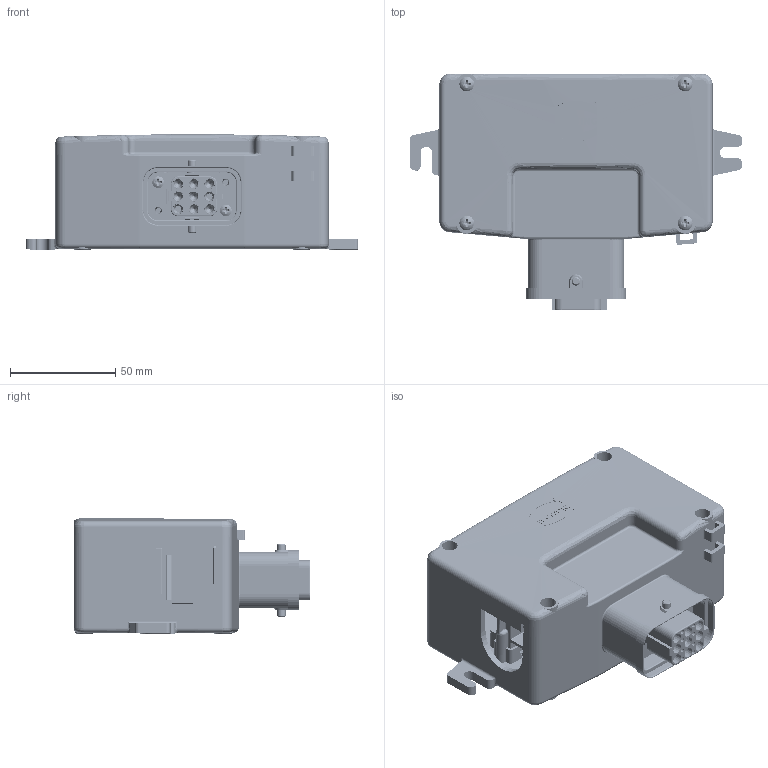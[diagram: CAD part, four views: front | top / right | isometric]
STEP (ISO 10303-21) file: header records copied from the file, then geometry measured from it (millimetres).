
FILE_DESCRIPTION(/* description */ (''),/* implementation_level */ '2;1');
FILE_NAME(/* name */ '100095505ugm000_b.stp',/* time_stamp */ '2016-11-23T08:21:38+01:00',/* author */ (''),/* organization */ (''),/* preprocessor_version */ 'ST-DEVELOPER v16',/* originating_system */ 'SIEMENS PLM Software NX 10.0',/* authorisation */ '');
FILE_SCHEMA (('AUTOMOTIVE_DESIGN { 1 0 10303 214 3 1 1 1 }'));
Products named in the file (1): 100095505ugm000_b
Bounding box: 158 x 112.6 x 55 mm (x, y, z)
Volume: 169920 mm3; surface area: 161823.9 mm2
Topology: 2 solids, 10 shells, 5942 faces, 17492 edges, 11654 vertices
Faces by surface type: plane 3251, cylinder 1680, bspline 677, cone 215, extrusion 97, sphere 22
Full cylindrical faces by diameter (mm): 0.8 x7, 1.342 x1, 1.4 x2, 1.5 x6, 1.65 x4, 1.8 x7, 1.9 x4, 1.969 x1, 2 x8, 2.17 x40, 2.3 x1, 2.4 x5, 2.5 x9, 2.8 x9, 2.85 x7, 3.05 x7, 3.4 x4, 3.5 x4, 3.9 x7, 4 x2, 4.2 x4, 4.5 x14, 4.6 x9, 4.989 x4, 5 x14, 5.6 x2, 6.5 x7, 6.7 x7, 7 x4, 7.4 x4
Entity records: 274947 total; most frequent: CARTESIAN_POINT 82275, ORIENTED_EDGE 33220, DIRECTION 29037, EDGE_CURVE 16610, VERTEX_POINT 10992, VECTOR 9743, AXIS2_PLACEMENT_3D 9647, LINE 9646
